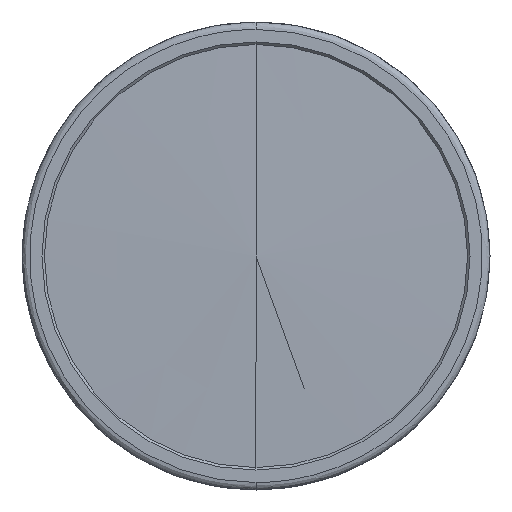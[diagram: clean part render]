
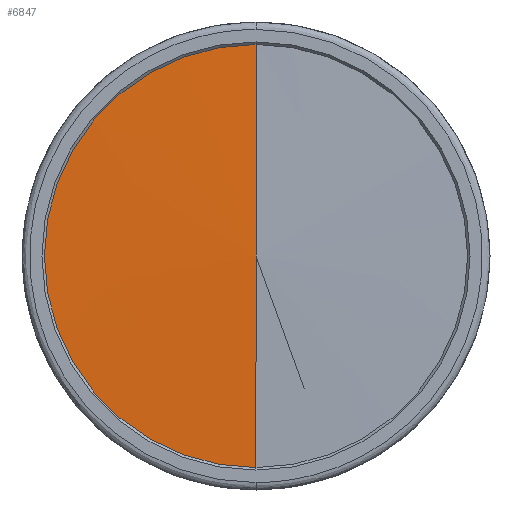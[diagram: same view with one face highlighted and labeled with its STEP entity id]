
A CAD part, left-side view. The second image highlights one B-rep face of the part: STEP entity #6847.
In plain terms, the highlighted conical face has half-angle 88.767 degrees and reference radius 46454.4 mm.
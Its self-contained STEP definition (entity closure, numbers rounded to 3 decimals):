
#79 = ORIENTED_EDGE ( 'NONE', *, *, #2080, .F. ) ;
#417 = ORIENTED_EDGE ( 'NONE', *, *, #569, .T. ) ;
#569 = EDGE_CURVE ( 'NONE', #1299, #1219, #2761, .T. ) ;
#794 = CIRCLE ( 'NONE', #4843, 170. ) ;
#1219 = VERTEX_POINT ( 'NONE', #2924 ) ;
#1236 = DIRECTION ( 'NONE',  ( 1., 0., 0. ) ) ;
#1269 = DIRECTION ( 'NONE',  ( 0., 0., -1. ) ) ;
#1299 = VERTEX_POINT ( 'NONE', #7073 ) ;
#2080 = EDGE_CURVE ( 'NONE', #3392, #1219, #794, .T. ) ;
#2205 = FACE_OUTER_BOUND ( 'NONE', #6989, .T. ) ;
#2497 = CARTESIAN_POINT ( 'NONE',  ( 3.66, 0., -170. ) ) ;
#2594 = DIRECTION ( 'NONE',  ( 0.022, 0., -1. ) ) ;
#2761 = LINE ( 'NONE', #3540, #7645 ) ;
#2924 = CARTESIAN_POINT ( 'NONE',  ( 3.66, 0., 170. ) ) ;
#3392 = VERTEX_POINT ( 'NONE', #2497 ) ;
#3540 = CARTESIAN_POINT ( 'NONE',  ( 0., 0., 0. ) ) ;
#4121 = DIRECTION ( 'NONE',  ( 0.022, 0., 1. ) ) ;
#4228 = CARTESIAN_POINT ( 'NONE',  ( 1000., 0., 0. ) ) ;
#4470 = AXIS2_PLACEMENT_3D ( 'NONE', #4228, #6048, #6762 ) ;
#4811 = CARTESIAN_POINT ( 'NONE',  ( 3.66, 0., 0. ) ) ;
#4843 = AXIS2_PLACEMENT_3D ( 'NONE', #4811, #1236, #1269 ) ;
#5639 = VECTOR ( 'NONE', #2594, 1000. ) ;
#5839 = CONICAL_SURFACE ( 'NONE', #4470, 46454.382, 1.549 ) ;
#6048 = DIRECTION ( 'NONE',  ( 1., 0., 0. ) ) ;
#6139 = CARTESIAN_POINT ( 'NONE',  ( 0., 0., 0. ) ) ;
#6184 = ORIENTED_EDGE ( 'NONE', *, *, #7369, .F. ) ;
#6762 = DIRECTION ( 'NONE',  ( 0., 0., -1. ) ) ;
#6847 = ADVANCED_FACE ( 'NONE', ( #2205 ), #5839, .T. ) ;
#6989 = EDGE_LOOP ( 'NONE', ( #6184, #417, #79 ) ) ;
#7073 = CARTESIAN_POINT ( 'NONE',  ( 0., 0., 0. ) ) ;
#7187 = LINE ( 'NONE', #6139, #5639 ) ;
#7369 = EDGE_CURVE ( 'NONE', #1299, #3392, #7187, .T. ) ;
#7645 = VECTOR ( 'NONE', #4121, 1000. ) ;
